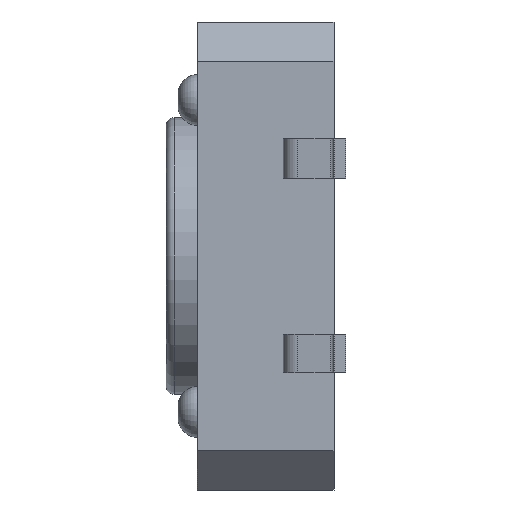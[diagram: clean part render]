
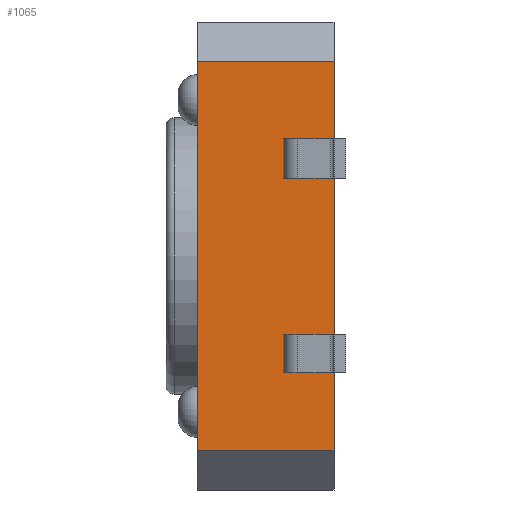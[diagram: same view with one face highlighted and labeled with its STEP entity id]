
A CAD part, left-side view. The second image highlights one B-rep face of the part: STEP entity #1065.
In plain terms, the highlighted planar face has unit normal (-1, 0, 0).
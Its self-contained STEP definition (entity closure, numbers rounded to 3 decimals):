
#67 = ORIENTED_EDGE ( 'NONE', *, *, #780, .T. ) ;
#200 = VERTEX_POINT ( 'NONE', #2795 ) ;
#201 = VECTOR ( 'NONE', #414, 1000. ) ;
#240 = VERTEX_POINT ( 'NONE', #2461 ) ;
#411 = CARTESIAN_POINT ( 'NONE',  ( -6., 0.3, 5. ) ) ;
#414 = DIRECTION ( 'NONE',  ( 0., 1., 0. ) ) ;
#431 = PLANE ( 'NONE',  #3408 ) ;
#618 = DIRECTION ( 'NONE',  ( 0., 0., 1. ) ) ;
#760 = EDGE_CURVE ( 'NONE', #200, #1765, #2224, .T. ) ;
#780 = EDGE_CURVE ( 'NONE', #240, #3981, #2637, .T. ) ;
#789 = EDGE_CURVE ( 'NONE', #240, #200, #2872, .T. ) ;
#864 = VECTOR ( 'NONE', #3306, 1000. ) ;
#1022 = DIRECTION ( 'NONE',  ( 0., 0., 1. ) ) ;
#1065 = ADVANCED_FACE ( 'NONE', ( #1701 ), #431, .T. ) ;
#1425 = EDGE_CURVE ( 'NONE', #3981, #1765, #2862, .T. ) ;
#1701 = FACE_OUTER_BOUND ( 'NONE', #3836, .T. ) ;
#1765 = VERTEX_POINT ( 'NONE', #3804 ) ;
#1919 = DIRECTION ( 'NONE',  ( 0., 1., 0. ) ) ;
#2007 = CARTESIAN_POINT ( 'NONE',  ( -6., 0.3, 5. ) ) ;
#2031 = CARTESIAN_POINT ( 'NONE',  ( -6., 3.8, 5. ) ) ;
#2224 = LINE ( 'NONE', #2031, #3940 ) ;
#2461 = CARTESIAN_POINT ( 'NONE',  ( -6., 0.3, -5. ) ) ;
#2515 = ORIENTED_EDGE ( 'NONE', *, *, #789, .F. ) ;
#2637 = LINE ( 'NONE', #2007, #864 ) ;
#2739 = VECTOR ( 'NONE', #1919, 1000. ) ;
#2795 = CARTESIAN_POINT ( 'NONE',  ( -6., 3.8, -5. ) ) ;
#2862 = LINE ( 'NONE', #4118, #2739 ) ;
#2872 = LINE ( 'NONE', #3283, #201 ) ;
#2890 = ORIENTED_EDGE ( 'NONE', *, *, #1425, .T. ) ;
#2953 = ORIENTED_EDGE ( 'NONE', *, *, #760, .F. ) ;
#2991 = DIRECTION ( 'NONE',  ( -1., 0., 0. ) ) ;
#3283 = CARTESIAN_POINT ( 'NONE',  ( -6., 0.3, -5. ) ) ;
#3306 = DIRECTION ( 'NONE',  ( 0., 0., 1. ) ) ;
#3408 = AXIS2_PLACEMENT_3D ( 'NONE', #411, #2991, #1022 ) ;
#3804 = CARTESIAN_POINT ( 'NONE',  ( -6., 3.8, 5. ) ) ;
#3836 = EDGE_LOOP ( 'NONE', ( #2515, #67, #2890, #2953 ) ) ;
#3940 = VECTOR ( 'NONE', #618, 1000. ) ;
#3981 = VERTEX_POINT ( 'NONE', #4114 ) ;
#4114 = CARTESIAN_POINT ( 'NONE',  ( -6., 0.3, 5. ) ) ;
#4118 = CARTESIAN_POINT ( 'NONE',  ( -6., 0.3, 5. ) ) ;
